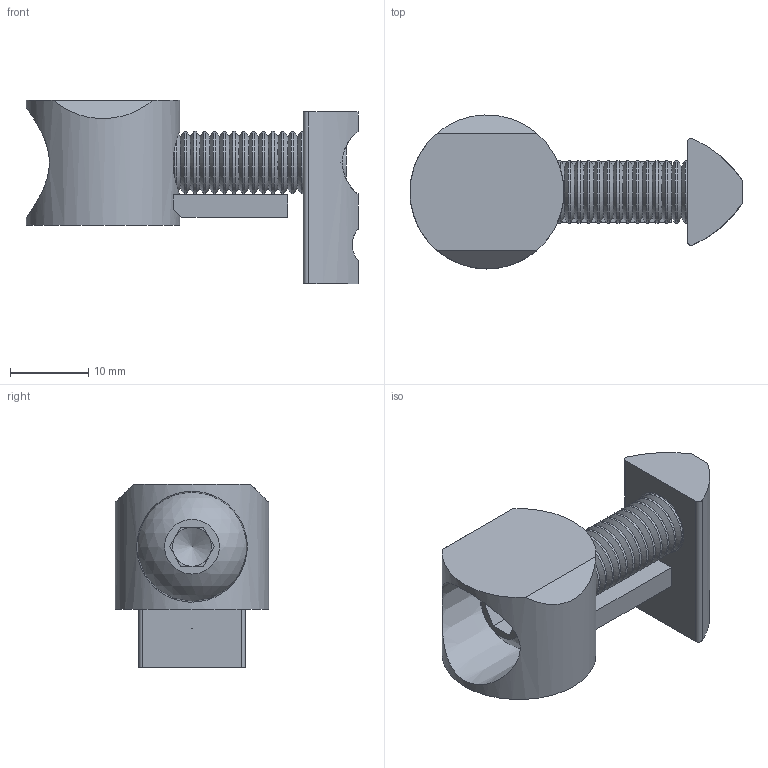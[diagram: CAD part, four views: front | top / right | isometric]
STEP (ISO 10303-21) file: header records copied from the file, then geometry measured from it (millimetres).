
FILE_DESCRIPTION((''),'2;1');
FILE_NAME('AR3562.stp','2016-08-05T11:35:10',('Envy'),(''),'Autodesk Inventor 2013','Autodesk Inventor 2013','');
FILE_SCHEMA(('AUTOMOTIVE_DESIGN { 1 0 10303 214 1 1 1 1 }'));
Length unit declared in the file: millimetre
Products named in the file (4): AR3562; AR3562 I; AR3562 II; AR3562 III
Assembly tree (3 placements, depth 2):
  AR3562
    AR3562 I
    AR3562 II
    AR3562 III
Bounding box: 42.5 x 19.7 x 23.5 mm (x, y, z)
Volume: 5942.3 mm3; surface area: 4932 mm2
Topology: 3 solids, 3 shells, 118 faces, 319 edges, 209 vertices
Faces by surface type: cone 50, cylinder 33, plane 32, torus 2, sphere 1
Full cylindrical faces by diameter (mm): 5.002 x1, 6.8 x1, 8 x23, 8.2 x1, 14 x1, 19.7 x1
Entity records: 2985 total; most frequent: CARTESIAN_POINT 603, DIRECTION 512, ORIENTED_EDGE 338, AXIS2_PLACEMENT_3D 230, EDGE_LOOP 204, EDGE_CURVE 169, VERTEX_POINT 139, FACE_OUTER_BOUND 118
